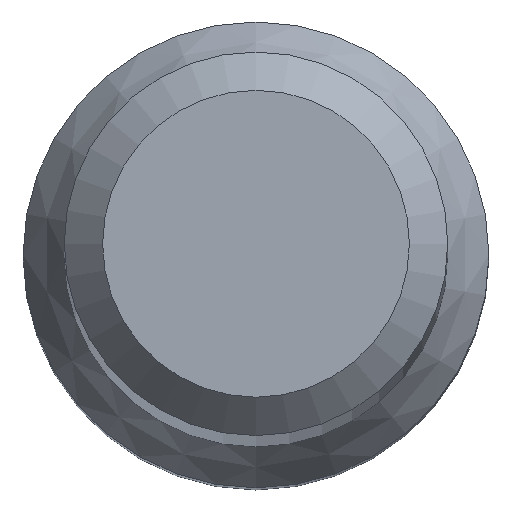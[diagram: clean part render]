
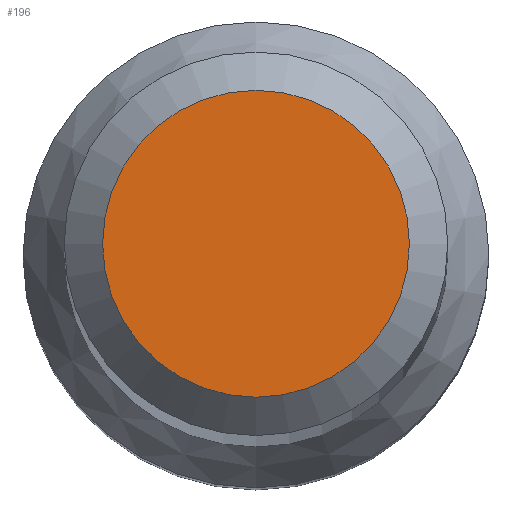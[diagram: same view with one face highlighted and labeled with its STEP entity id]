
A CAD part, top view. The second image highlights one B-rep face of the part: STEP entity #196.
In plain terms, the highlighted planar face has unit normal (0, 0, 1).
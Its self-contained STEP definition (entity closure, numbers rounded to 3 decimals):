
#6 = AXIS2_PLACEMENT_3D ( 'NONE', #133, #44, #180 ) ;
#21 = PLANE ( 'NONE',  #75 ) ;
#44 = DIRECTION ( 'NONE',  ( 0., 0., -1. ) ) ;
#67 = CARTESIAN_POINT ( 'NONE',  ( 0., 1.6, 80. ) ) ;
#75 = AXIS2_PLACEMENT_3D ( 'NONE', #132, #222, #223 ) ;
#86 = VERTEX_POINT ( 'NONE', #67 ) ;
#90 = EDGE_CURVE ( 'NONE', #86, #86, #221, .T. ) ;
#132 = CARTESIAN_POINT ( 'NONE',  ( 0., 0., 80. ) ) ;
#133 = CARTESIAN_POINT ( 'NONE',  ( 0., 0., 80. ) ) ;
#146 = ORIENTED_EDGE ( 'NONE', *, *, #90, .F. ) ;
#153 = FACE_OUTER_BOUND ( 'NONE', #163, .T. ) ;
#163 = EDGE_LOOP ( 'NONE', ( #146 ) ) ;
#180 = DIRECTION ( 'NONE',  ( 0., 1., 0. ) ) ;
#196 = ADVANCED_FACE ( 'NONE', ( #153 ), #21, .T. ) ;
#221 = CIRCLE ( 'NONE', #6, 1.6 ) ;
#222 = DIRECTION ( 'NONE',  ( 0., 0., 1. ) ) ;
#223 = DIRECTION ( 'NONE',  ( 0., -1., 0. ) ) ;
